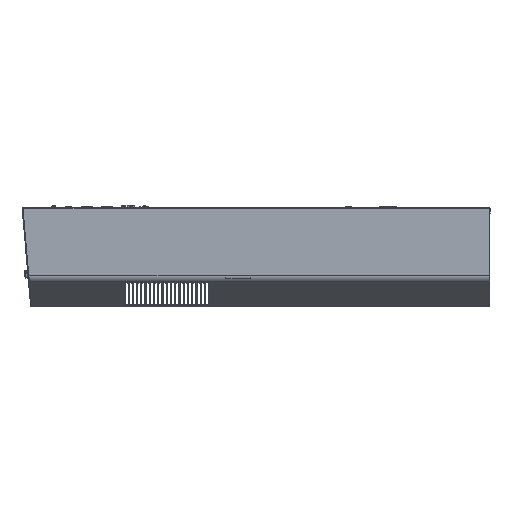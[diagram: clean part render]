
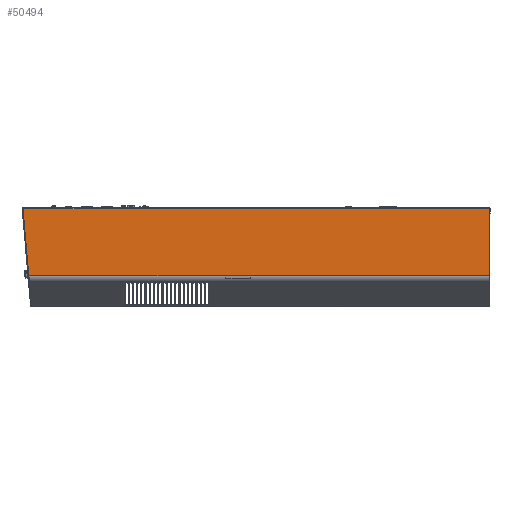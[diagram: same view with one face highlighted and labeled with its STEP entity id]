
A CAD part, left-side view. The second image highlights one B-rep face of the part: STEP entity #50494.
In plain terms, the highlighted planar face has unit normal (-1, 0, 0).
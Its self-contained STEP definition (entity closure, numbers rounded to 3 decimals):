
#1330 = AXIS2_PLACEMENT_3D ( 'NONE', #82007, #82008, #82009 ) ;
#6202 = FACE_OUTER_BOUND ( 'NONE', #13155, .T. ) ;
#9471 = ORIENTED_EDGE ( 'NONE', *, *, #11180, .T. ) ;
#9472 = ORIENTED_EDGE ( 'NONE', *, *, #11188, .T. ) ;
#9473 = ORIENTED_EDGE ( 'NONE', *, *, #11191, .T. ) ;
#9474 = ORIENTED_EDGE ( 'NONE', *, *, #11192, .T. ) ;
#11180 = EDGE_CURVE ( 'NONE', #56607, #56600, #38340, .T. ) ;
#11188 = EDGE_CURVE ( 'NONE', #56613, #56614, #38344, .T. ) ;
#11191 = EDGE_CURVE ( 'NONE', #56614, #56607, #38346, .T. ) ;
#11192 = EDGE_CURVE ( 'NONE', #56600, #56613, #38347, .T. ) ;
#13155 = EDGE_LOOP ( 'NONE', ( #9472, #9473, #9471, #9474 ) ) ;
#18936 = VECTOR ( 'NONE', #19146, 1000. ) ;
#18941 = VECTOR ( 'NONE', #19180, 1000. ) ;
#18944 = VECTOR ( 'NONE', #19187, 1000. ) ;
#18945 = VECTOR ( 'NONE', #19189, 1000. ) ;
#19145 = CARTESIAN_POINT ( 'NONE',  ( -439.528, 958.858, 60.358 ) ) ;
#19146 = DIRECTION ( 'NONE',  ( 0., 1., 0. ) ) ;
#19179 = CARTESIAN_POINT ( 'NONE',  ( -439.528, 958.858, -74.54 ) ) ;
#19180 = DIRECTION ( 'NONE',  ( 0., -1., 0. ) ) ;
#19186 = CARTESIAN_POINT ( 'NONE',  ( -439.528, 10.858, 62.358 ) ) ;
#19187 = DIRECTION ( 'NONE',  ( 0., 0., 1. ) ) ;
#19188 = CARTESIAN_POINT ( 'NONE',  ( -439.528, 947.709, 72.47 ) ) ;
#19189 = DIRECTION ( 'NONE',  ( 0., -0.087, -0.996 ) ) ;
#38340 = LINE ( 'NONE', #19145, #18936 ) ;
#38344 = LINE ( 'NONE', #19179, #18941 ) ;
#38346 = LINE ( 'NONE', #19186, #18944 ) ;
#38347 = LINE ( 'NONE', #19188, #18945 ) ;
#50494 = ADVANCED_FACE ( 'NONE', ( #6202 ), #82006, .F. ) ;
#56600 = VERTEX_POINT ( 'NONE', #79980 ) ;
#56607 = VERTEX_POINT ( 'NONE', #79987 ) ;
#56613 = VERTEX_POINT ( 'NONE', #79993 ) ;
#56614 = VERTEX_POINT ( 'NONE', #79994 ) ;
#79980 = CARTESIAN_POINT ( 'NONE',  ( -439.528, 946.649, 60.358 ) ) ;
#79987 = CARTESIAN_POINT ( 'NONE',  ( -439.528, 10.858, 60.358 ) ) ;
#79993 = CARTESIAN_POINT ( 'NONE',  ( -439.528, 934.847, -74.54 ) ) ;
#79994 = CARTESIAN_POINT ( 'NONE',  ( -439.528, 10.858, -74.54 ) ) ;
#82006 = PLANE ( 'NONE',  #1330 ) ;
#82007 = CARTESIAN_POINT ( 'NONE',  ( -439.528, 958.858, 62.358 ) ) ;
#82008 = DIRECTION ( 'NONE',  ( 1., 0., 0. ) ) ;
#82009 = DIRECTION ( 'NONE',  ( 0., -1., 0. ) ) ;
